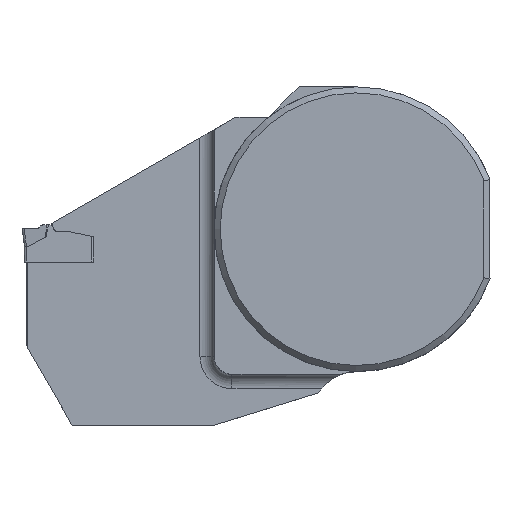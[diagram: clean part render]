
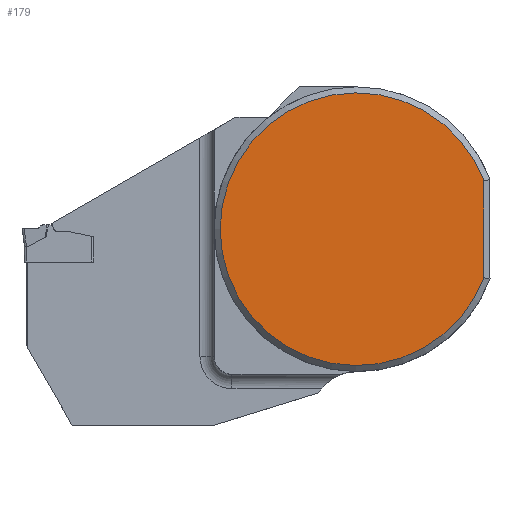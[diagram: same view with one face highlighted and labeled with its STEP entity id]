
A CAD part, top view. The second image highlights one B-rep face of the part: STEP entity #179.
In plain terms, the highlighted planar face has unit normal (0, 0, 1).
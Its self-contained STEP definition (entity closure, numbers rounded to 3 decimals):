
#179=ADVANCED_FACE('',(#286),#224,.F.);
#224=PLANE('',#1442);
#286=FACE_OUTER_BOUND('',#350,.T.);
#350=EDGE_LOOP('',(#717,#718));
#387=CIRCLE('',#1439,15.325);
#717=ORIENTED_EDGE('',*,*,#1015,.T.);
#718=ORIENTED_EDGE('',*,*,#1028,.T.);
#856=VERTEX_POINT('',#2201);
#857=VERTEX_POINT('',#2203);
#1015=EDGE_CURVE('',#857,#856,#1141,.T.);
#1028=EDGE_CURVE('',#856,#857,#387,.T.);
#1141=LINE('',#2202,#1261);
#1261=VECTOR('',#1741,1.);
#1439=AXIS2_PLACEMENT_3D('',#2232,#1775,#1776);
#1442=AXIS2_PLACEMENT_3D('',#2235,#1781,#1782);
#1741=DIRECTION('',(0.,1.,0.));
#1775=DIRECTION('',(0.,0.,1.));
#1776=DIRECTION('',(-1.,0.,0.));
#1781=DIRECTION('',(0.,0.,-1.));
#1782=DIRECTION('',(-1.,0.,0.));
#2201=CARTESIAN_POINT('',(14.325,5.445,0.));
#2202=CARTESIAN_POINT('',(14.325,16.,0.));
#2203=CARTESIAN_POINT('',(14.325,-5.445,0.));
#2232=CARTESIAN_POINT('',(0.,0.,0.));
#2235=CARTESIAN_POINT('',(0.,0.,0.));
